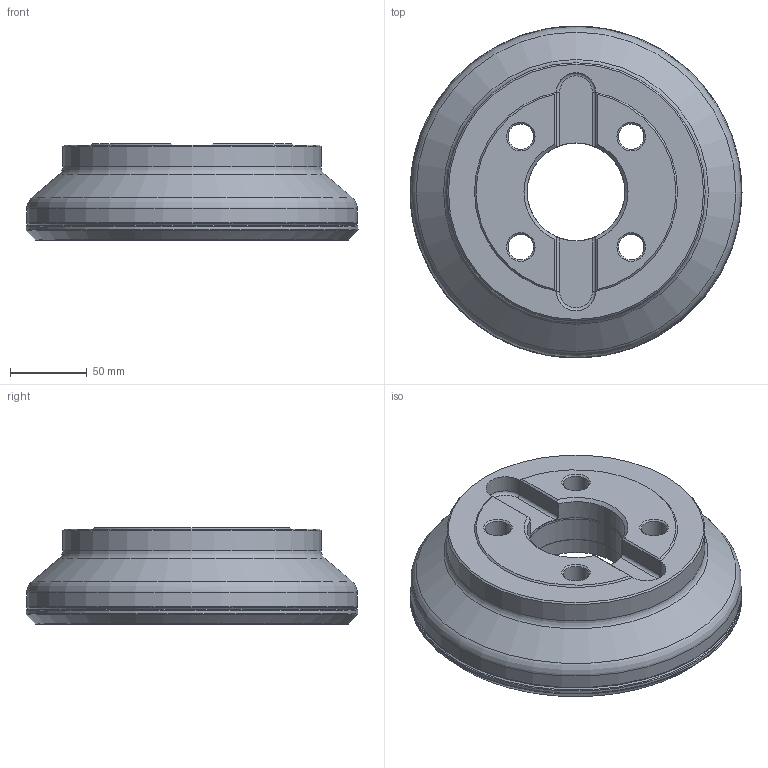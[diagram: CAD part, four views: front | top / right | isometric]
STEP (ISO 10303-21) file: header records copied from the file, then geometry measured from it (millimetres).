
FILE_DESCRIPTION(/* description */ (''),/* implementation_level */ '2;1');
FILE_NAME(/* name */ 'ax_step_export_TOP_PART.stp',/* time_stamp */ '2021-08-31T10:11:54+02:00',/* author */ (''),/* organization */ (''),/* preprocessor_version */ 'ST-DEVELOPER v16.7',/* originating_system */ 'SIEMENS PLM Software NX 12.0',/* authorisation */ '');
FILE_SCHEMA (('AUTOMOTIVE_DESIGN { 1 0 10303 214 3 1 1 1 }'));
Length unit declared in the file: millimetre
Products named in the file (4): CUT; NOCUT; ASSEMBLY_CONSTRUCTION; TOP_PART
Assembly tree (3 placements, depth 2):
  TOP_PART
    ASSEMBLY_CONSTRUCTION
    NOCUT
    CUT
Bounding box: 215.98 x 215.98 x 63 mm (x, y, z)
Volume: 1367010.4 mm3; surface area: 148549.4 mm2
Topology: 2 solids, 2 shells, 115 faces, 323 edges, 248 vertices
Faces by surface type: cone 32, cylinder 29, plane 23, torus 17, revolution 14
Full cylindrical faces by diameter (mm): 8 x4, 16.6 x4, 26 x4, 63.51 x1, 63.7 x1, 65.5 x1, 130 x1, 136.928 x1, 168 x1, 215.2 x1
Entity records: 3535 total; most frequent: CARTESIAN_POINT 813, DIRECTION 550, ORIENTED_EDGE 362, AXIS2_PLACEMENT_3D 247, EDGE_LOOP 198, EDGE_CURVE 181, FACE_BOUND 168, VERTEX_POINT 145
